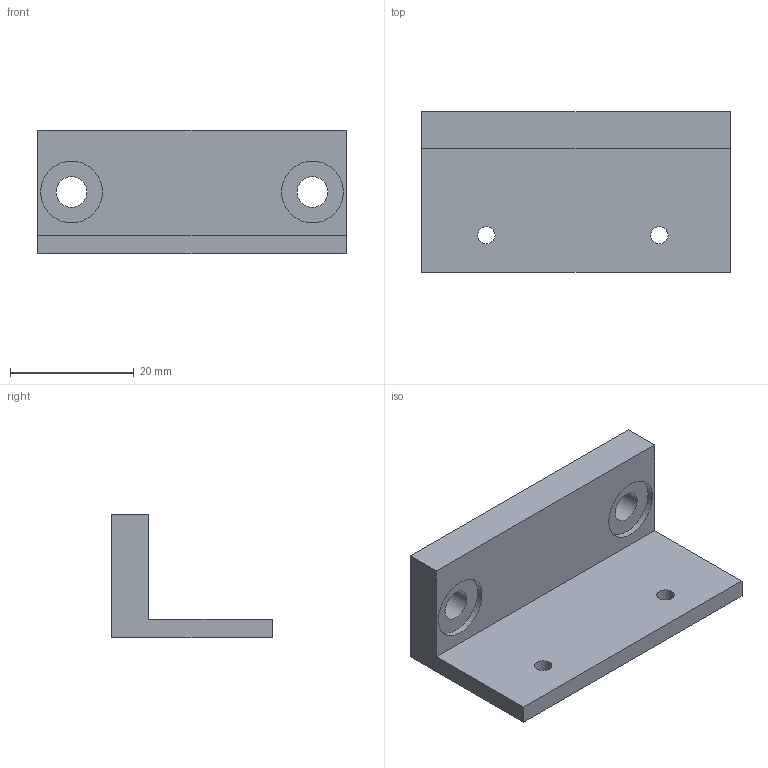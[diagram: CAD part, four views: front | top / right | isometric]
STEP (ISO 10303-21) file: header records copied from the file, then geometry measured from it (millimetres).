
FILE_DESCRIPTION(/* description */ (''),/* implementation_level */ '2;1');
FILE_NAME(/* name */ 'Z Stop Mount.step',/* time_stamp */ '2020-06-08T21:27:35-05:00',/* author */ (''),/* organization */ (''),/* preprocessor_version */ 'ST-DEVELOPER v18.1',/* originating_system */ 'Autodesk Translation Framework v9.3.0.1241',/* authorisation */ '');
FILE_SCHEMA (('AUTOMOTIVE_DESIGN { 1 0 10303 214 3 1 1 }'));
Length unit declared in the file: millimetre
Products named in the file (1): Z Stop Mount
Bounding box: 50 x 26 x 20 mm (x, y, z)
Volume: 8609.6 mm3; surface area: 5129.5 mm2
Topology: 1 solids, 1 shells, 16 faces, 36 edges, 24 vertices
Faces by surface type: plane 10, cylinder 6
Full cylindrical faces by diameter (mm): 2.8 x2, 5 x2, 10 x2
Entity records: 501 total; most frequent: DIRECTION 82, CARTESIAN_POINT 77, ORIENTED_EDGE 72, EDGE_CURVE 36, AXIS2_PLACEMENT_3D 29, EDGE_LOOP 26, LINE 24, VECTOR 24
